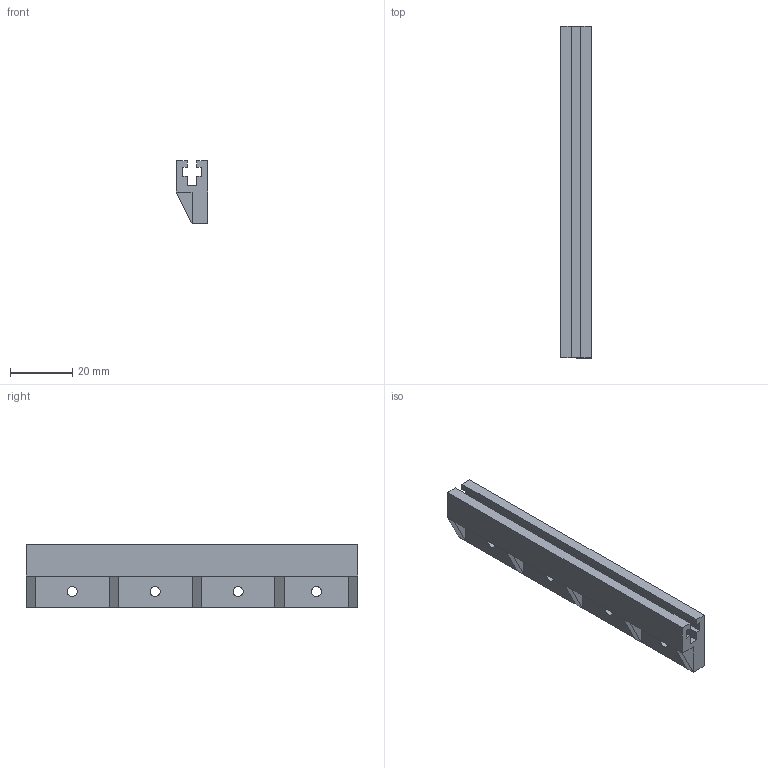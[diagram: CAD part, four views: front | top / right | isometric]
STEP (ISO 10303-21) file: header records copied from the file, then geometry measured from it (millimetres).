
FILE_DESCRIPTION(/* description */ ('STEP AP242','CAx-IF Rec.Pracs.---Representation and Presentation of Product Manufacturing Information (PMI)---4.0---2014-10-13','CAx-IF Rec.Pracs.---3D Tessellated Geometry---0.4---2014-09-14','2;1'),/* implementation_level */ '2;1');
FILE_NAME(/* name */ '62287be21a5b5e56b591afa2',/* time_stamp */ '2022-03-09T10:05:23+00:00',/* author */ (''),/* organization */ (''),/* preprocessor_version */ 'ST-DEVELOPER v18.101',/* originating_system */ ' ',/* authorisation */ ' ');
FILE_SCHEMA (('AP242_MANAGED_MODEL_BASED_3D_ENGINEERING_MIM_LF { 1 0 10303 442 1 1 4 }'));
Length unit declared in the file: metre
Products named in the file (6): Part 6; Part 5; Part 4; Part 3; Part 2; Part 1
Bounding box: 10 x 106.75 x 20 mm (x, y, z)
Volume: 12703.9 mm3; surface area: 9766.9 mm2
Topology: 6 solids, 6 shells, 49 faces, 115 edges, 78 vertices
Faces by surface type: plane 45, cylinder 4
Full cylindrical faces by diameter (mm): 3.2 x4
Entity records: 1496 total; most frequent: CARTESIAN_POINT 236, DIRECTION 225, ORIENTED_EDGE 214, EDGE_CURVE 107, LINE 99, VECTOR 99, VERTEX_POINT 74, AXIS2_PLACEMENT_3D 63
